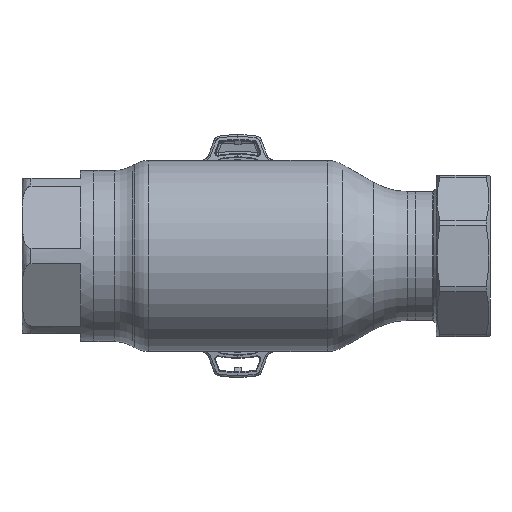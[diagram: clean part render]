
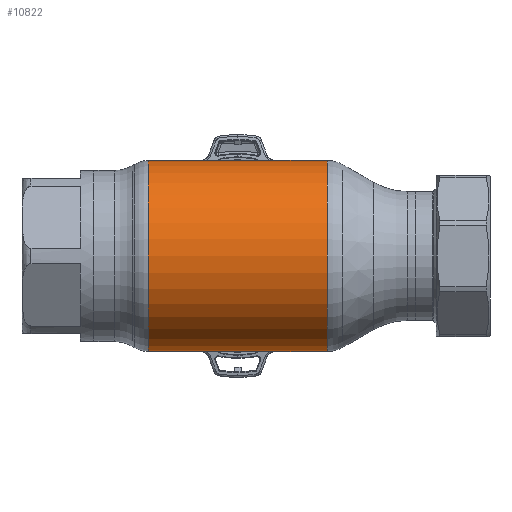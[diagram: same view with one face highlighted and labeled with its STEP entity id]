
A CAD part, front view. The second image highlights one B-rep face of the part: STEP entity #10822.
In plain terms, the highlighted cylindrical face has radius 42.5 mm (diameter 85 mm), a partial arc.
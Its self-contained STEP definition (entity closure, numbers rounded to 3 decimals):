
#277 = CARTESIAN_POINT ( 'NONE',  ( 62.69, 0., 0. ) ) ;
#341 = VERTEX_POINT ( 'NONE', #5510 ) ;
#724 = LINE ( 'NONE', #2871, #10752 ) ;
#1651 = VECTOR ( 'NONE', #21610, 1000. ) ;
#1758 = CARTESIAN_POINT ( 'NONE',  ( -39.749, 0., 42.5 ) ) ;
#2000 = ORIENTED_EDGE ( 'NONE', *, *, #10453, .F. ) ;
#2871 = CARTESIAN_POINT ( 'NONE',  ( 62.69, 0., -42.5 ) ) ;
#3246 = CARTESIAN_POINT ( 'NONE',  ( 39.749, 0., 0. ) ) ;
#3529 = AXIS2_PLACEMENT_3D ( 'NONE', #33605, #6796, #23210 ) ;
#5344 = VERTEX_POINT ( 'NONE', #9428 ) ;
#5510 = CARTESIAN_POINT ( 'NONE',  ( -39.749, 0., -42.5 ) ) ;
#5527 = DIRECTION ( 'NONE',  ( 1., 0., 0. ) ) ;
#6796 = DIRECTION ( 'NONE',  ( 1., 0., 0. ) ) ;
#6809 = CYLINDRICAL_SURFACE ( 'NONE', #24345, 42.5 ) ;
#6865 = EDGE_LOOP ( 'NONE', ( #16933, #29995, #14633, #2000 ) ) ;
#9428 = CARTESIAN_POINT ( 'NONE',  ( 39.749, 0., 42.5 ) ) ;
#10453 = EDGE_CURVE ( 'NONE', #5344, #16383, #23751, .T. ) ;
#10752 = VECTOR ( 'NONE', #22048, 1000. ) ;
#10822 = ADVANCED_FACE ( 'NONE', ( #30988 ), #6809, .T. ) ;
#14123 = CARTESIAN_POINT ( 'NONE',  ( 39.749, 0., -42.5 ) ) ;
#14633 = ORIENTED_EDGE ( 'NONE', *, *, #30930, .T. ) ;
#15804 = DIRECTION ( 'NONE',  ( 1., 0., 0. ) ) ;
#16383 = VERTEX_POINT ( 'NONE', #14123 ) ;
#16933 = ORIENTED_EDGE ( 'NONE', *, *, #18813, .F. ) ;
#18719 = CIRCLE ( 'NONE', #3529, 42.5 ) ;
#18813 = EDGE_CURVE ( 'NONE', #33423, #5344, #26392, .T. ) ;
#21610 = DIRECTION ( 'NONE',  ( 1., 0., 0. ) ) ;
#22048 = DIRECTION ( 'NONE',  ( 1., 0., 0. ) ) ;
#23210 = DIRECTION ( 'NONE',  ( 0., 0., -1. ) ) ;
#23745 = DIRECTION ( 'NONE',  ( 0., 0., -1. ) ) ;
#23751 = CIRCLE ( 'NONE', #28831, 42.5 ) ;
#24345 = AXIS2_PLACEMENT_3D ( 'NONE', #277, #15804, #23745 ) ;
#26392 = LINE ( 'NONE', #31846, #1651 ) ;
#27576 = DIRECTION ( 'NONE',  ( 0., 0., -1. ) ) ;
#28831 = AXIS2_PLACEMENT_3D ( 'NONE', #3246, #5527, #27576 ) ;
#29995 = ORIENTED_EDGE ( 'NONE', *, *, #34313, .T. ) ;
#30930 = EDGE_CURVE ( 'NONE', #341, #16383, #724, .T. ) ;
#30988 = FACE_OUTER_BOUND ( 'NONE', #6865, .T. ) ;
#31846 = CARTESIAN_POINT ( 'NONE',  ( 62.69, 0., 42.5 ) ) ;
#33423 = VERTEX_POINT ( 'NONE', #1758 ) ;
#33605 = CARTESIAN_POINT ( 'NONE',  ( -39.749, 0., 0. ) ) ;
#34313 = EDGE_CURVE ( 'NONE', #33423, #341, #18719, .T. ) ;
